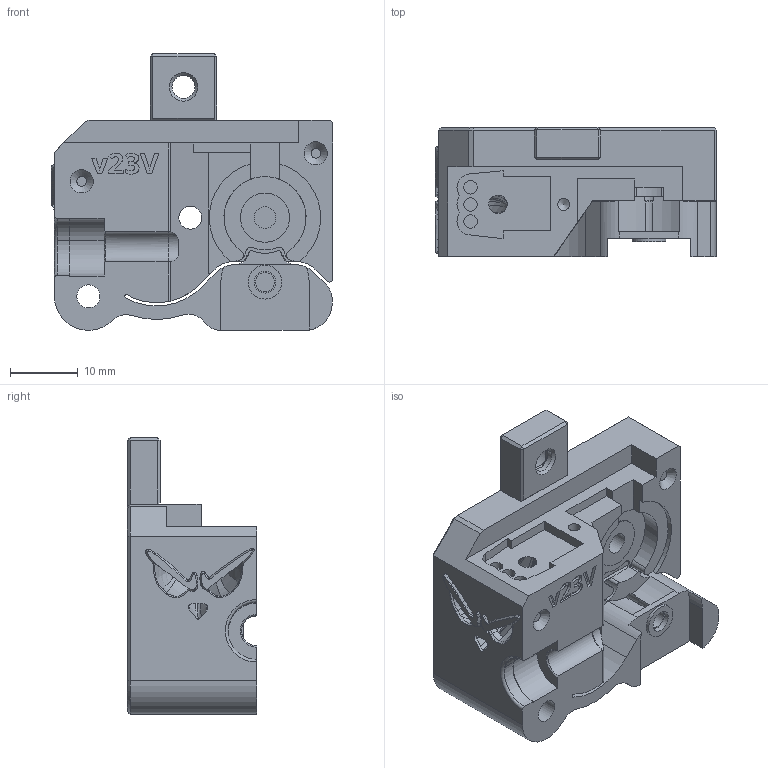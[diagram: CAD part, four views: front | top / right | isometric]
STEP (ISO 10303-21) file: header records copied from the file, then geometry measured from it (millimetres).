
FILE_DESCRIPTION(('FreeCAD Model'),'2;1');
FILE_NAME('Open CASCADE Shape Model','2025-03-05T14:13:17',( 'Theophile Boue'),('Uboe'),'Open CASCADE STEP processor 7.7', 'FreeCAD','Unknown');
FILE_SCHEMA(('AUTOMOTIVE_DESIGN { 1 0 10303 214 1 1 1 1 }'));
Length unit declared in the file: millimetre
Products named in the file (1): encoder_left_housing_remixed_V
Bounding box: 41.5 x 19 x 40.75 mm (x, y, z)
Volume: 16140.7 mm3; surface area: 7382.7 mm2
Topology: 1 solids, 1 shells, 478 faces, 1235 edges, 772 vertices
Faces by surface type: bspline 213, plane 174, cylinder 63, cone 27, torus 1
Full cylindrical faces by diameter (mm): 1.75 x1, 2 x3, 2.8 x2, 3 x1, 3.2 x3, 3.4 x3, 5 x1, 6 x3, 7.25 x1
Entity records: 18363 total; most frequent: CARTESIAN_POINT 7843, ORIENTED_EDGE 2468, DIRECTION 1659, EDGE_CURVE 1234, VERTEX_POINT 772, LINE 659, VECTOR 659, FACE_BOUND 508
